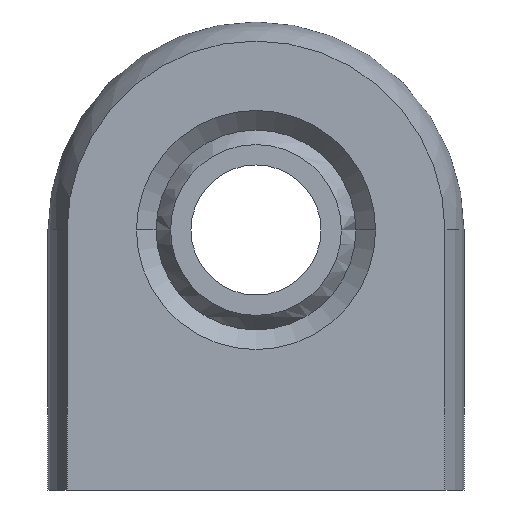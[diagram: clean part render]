
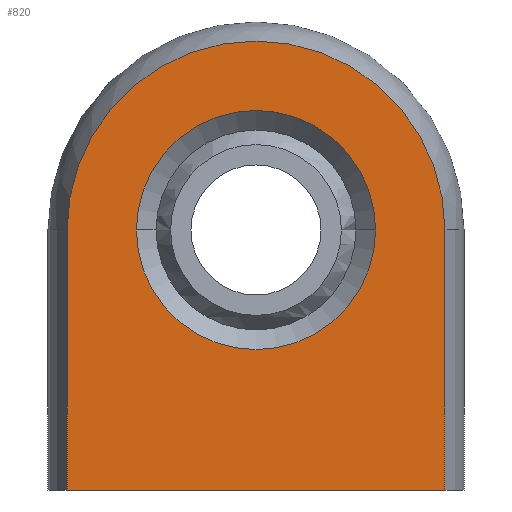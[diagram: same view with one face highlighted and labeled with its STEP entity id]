
A CAD part, front view. The second image highlights one B-rep face of the part: STEP entity #820.
In plain terms, the highlighted planar face has unit normal (0, -1, 0).
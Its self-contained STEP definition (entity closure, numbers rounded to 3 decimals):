
#464=CARTESIAN_POINT('POINT33',(-4.6,-3.,10.));
#465=VERTEX_POINT('VERTEX33',#464);
#472=CARTESIAN_POINT('POINT34',(4.6,-3.,10.));
#473=VERTEX_POINT('VERTEX34',#472);
#474=CARTESIAN_POINT('POS46',(0.,-3.,10.)
   );
#475=DIRECTION('DIR72',(0.,1.,0.));
#476=DIRECTION('DIR73',(-1.,0.,0.));
#477=AXIS2_PLACEMENT_3D('AXIS27',#474,#475,#476);
#478=CIRCLE('ELLIPSE15',#477,4.6);
#479=EDGE_CURVE('EDGE46',#473,#465,#478,.T.);
#499=EDGE_CURVE('EDGE48',#465,#473,#478,.T.);
#587=CARTESIAN_POINT('POINT41',(-7.266,-3.,0.
   ));
#588=VERTEX_POINT('VERTEX41',#587);
#591=CARTESIAN_POINT('POINT42',(-7.266,-3.,10.
   ));
#592=VERTEX_POINT('VERTEX42',#591);
#593=CARTESIAN_POINT('POS58',(-7.266,-3.,5.))
   ;
#594=DIRECTION('DIR91',(0.,0.,1.));
#595=VECTOR('VEC25',#594,1.);
#596=LINE('STRAIGHT25',#593,#595);
#597=EDGE_CURVE('EDGE58',#588,#592,#596,.T.);
#785=ORIENTED_EDGE('COEDGE133',*,*,#499,.T.);
#786=ORIENTED_EDGE('COEDGE134',*,*,#479,.T.);
#787=EDGE_LOOP('NONE',(#785,#786));
#788=FACE_BOUND('LOOP1',#787,.T.);
#789=CARTESIAN_POINT('POINT51',(7.266,-3.,10.)
   );
#790=VERTEX_POINT('VERTEX51',#789);
#791=CARTESIAN_POINT('POINT52',(7.266,-3.,0.)
   );
#792=VERTEX_POINT('VERTEX52',#791);
#793=CARTESIAN_POINT('POS80',(7.266,-3.,5.));
#794=DIRECTION('DIR122',(0.,0.,-1.));
#795=VECTOR('VEC38',#794,1.);
#796=LINE('STRAIGHT38',#793,#795);
#797=EDGE_CURVE('EDGE76',#790,#792,#796,.T.);
#798=ORIENTED_EDGE('COEDGE135',*,*,#797,.F.);
#799=CARTESIAN_POINT('POS81',(0.,-3.,10.));
#800=DIRECTION('DIR123',(0.,1.,0.));
#801=DIRECTION('DIR124',(0.,0.,-1.));
#802=AXIS2_PLACEMENT_3D('AXIS43',#799,#800,#801);
#803=CIRCLE('ELLIPSE22',#802,7.266);
#804=EDGE_CURVE('EDGE77',#592,#790,#803,.T.);
#805=ORIENTED_EDGE('COEDGE136',*,*,#804,.F.);
#806=ORIENTED_EDGE('COEDGE137',*,*,#597,.F.);
#807=CARTESIAN_POINT('POS82',(0.75,-3.,0.));
#808=DIRECTION('DIR125',(-1.,0.,0.));
#809=VECTOR('VEC39',#808,1.);
#810=LINE('STRAIGHT39',#807,#809);
#811=EDGE_CURVE('EDGE78',#792,#588,#810,.T.);
#812=ORIENTED_EDGE('COEDGE138',*,*,#811,.F.);
#813=EDGE_LOOP('NONE',(#798,#805,#806,#812));
#814=FACE_BOUND('LOOP1',#813,.T.);
#815=CARTESIAN_POINT('POS83',(0.,-3.,9.));
#816=DIRECTION('DIR126',(0.,-1.,0.));
#817=DIRECTION('DIR127',(1.,0.,0.));
#818=AXIS2_PLACEMENT_3D('AXIS44',#815,#816,#817);
#819=PLANE('PLANE8',#818);
#820=ADVANCED_FACE('FACE36',(#788,#814),#819,.T.);
